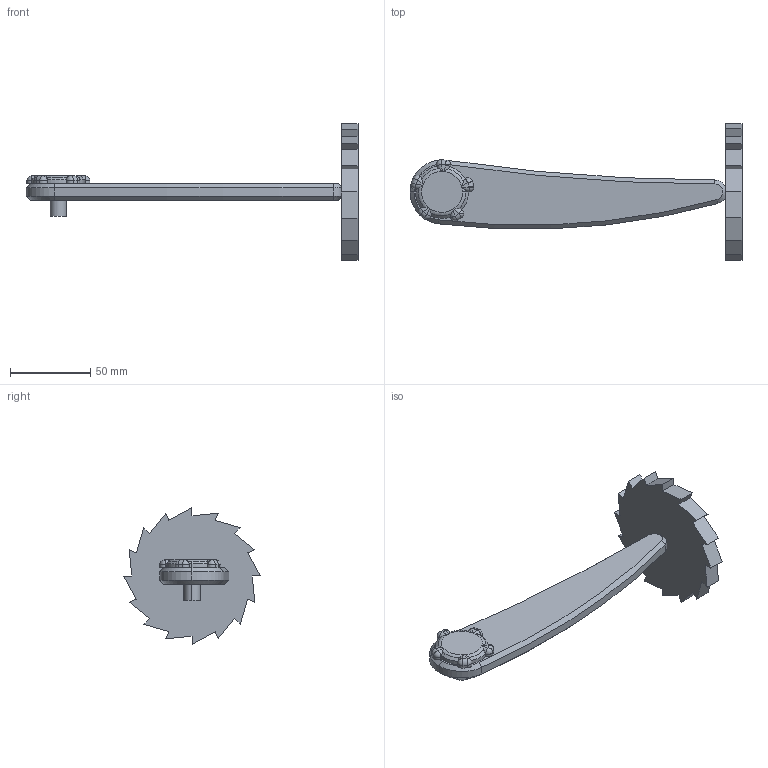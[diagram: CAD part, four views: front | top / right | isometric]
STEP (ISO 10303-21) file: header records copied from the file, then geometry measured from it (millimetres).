
FILE_DESCRIPTION (( 'STEP AP203' ), '1' );
FILE_NAME ('Part_2_Arm_2_Default_sldprt.STEP', '2023-12-07T08:36:09', ( '' ), ( '' ), 'SwSTEP 2.0', 'SolidWorks 2021', '' );
FILE_SCHEMA (( 'CONFIG_CONTROL_DESIGN' ));
Length unit declared in the file: millimetre
Products named in the file (1): Part_2_Arm_2_Default_sldprt
Bounding box: 207 x 85 x 85 mm (x, y, z)
Volume: 111698.6 mm3; surface area: 29124.1 mm2
Topology: 2 solids, 2 shells, 134 faces, 346 edges, 211 vertices
Faces by surface type: plane 58, cylinder 41, cone 16, sphere 13, torus 6
Entity records: 4180 total; most frequent: CARTESIAN_POINT 886, DIRECTION 687, ORIENTED_EDGE 670, EDGE_CURVE 335, AXIS2_PLACEMENT_3D 247, VERTEX_POINT 206, VECTOR 193, LINE 193
